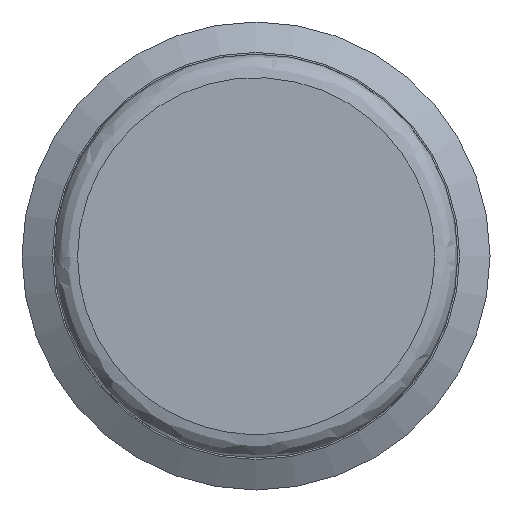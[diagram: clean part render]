
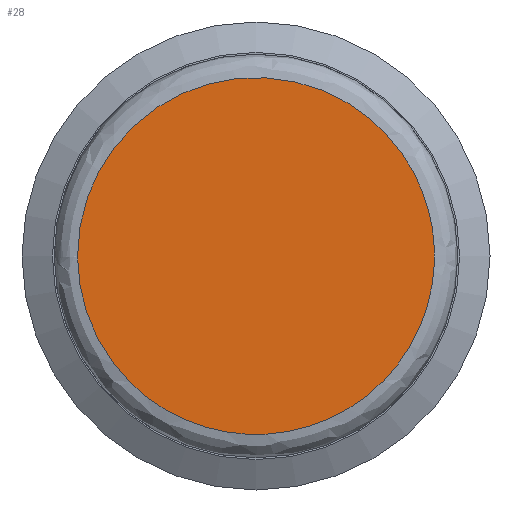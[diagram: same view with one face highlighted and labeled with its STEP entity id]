
A CAD part, front view. The second image highlights one B-rep face of the part: STEP entity #28.
In plain terms, the highlighted planar face has unit normal (0, -1, 0).
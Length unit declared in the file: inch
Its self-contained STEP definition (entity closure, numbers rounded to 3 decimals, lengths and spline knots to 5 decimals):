
#3 = EDGE_LOOP ( 'NONE', ( #121, #277, #141, #221 ) ) ;
#4 = CARTESIAN_POINT ( 'NONE',  ( -0.05049, -1.77165, -0.10899 ) ) ;
#7 = LINE ( 'NONE', #157, #17 ) ;
#8 = CARTESIAN_POINT ( 'NONE',  ( -0.07871, -1.77165, -0.09106 ) ) ;
#9 = CARTESIAN_POINT ( 'NONE',  ( 0.1101, -1.77165, -0.04795 ) ) ;
#11 = CARTESIAN_POINT ( 'NONE',  ( -0.01492, -1.77165, -0.12012 ) ) ;
#17 = VECTOR ( 'NONE', #219, 39.37008 ) ;
#20 = CARTESIAN_POINT ( 'NONE',  ( -0.12008, -1.77165, -0.00062 ) ) ;
#28 = ADVANCED_FACE ( 'NONE', ( #193 ), #252, .T. ) ;
#42 = CARTESIAN_POINT ( 'NONE',  ( -0.05693, -1.77165, -0.10588 ) ) ;
#45 = CARTESIAN_POINT ( 'NONE',  ( -0.02967, -1.77165, -0.11735 ) ) ;
#63 = CARTESIAN_POINT ( 'NONE',  ( -0.12008, -1.77165, 0.23891 ) ) ;
#66 =( BOUNDED_CURVE ( )  B_SPLINE_CURVE ( 3, ( #357, #63, #323, #260 ),
 .UNSPECIFIED., .F., .F. ) 
 B_SPLINE_CURVE_WITH_KNOTS ( ( 4, 4 ),
 ( 0., 1. ),
 .UNSPECIFIED. ) 
 CURVE ( )  GEOMETRIC_REPRESENTATION_ITEM ( )  RATIONAL_B_SPLINE_CURVE ( ( 1., 0.335, 0.335, 1. ) ) 
 REPRESENTATION_ITEM ( '' )  );
#73 = CARTESIAN_POINT ( 'NONE',  ( -0.12004, -1.77165, -0.00824 ) ) ;
#74 = CARTESIAN_POINT ( 'NONE',  ( -0.12008, -1.77165, -0.00062 ) ) ;
#80 = CARTESIAN_POINT ( 'NONE',  ( 0.01915, -1.77165, -0.11898 ) ) ;
#81 = CARTESIAN_POINT ( 'NONE',  ( 0.09857, -1.77165, -0.06947 ) ) ;
#88 = DIRECTION ( 'NONE',  ( 0., -1., 0. ) ) ;
#92 = VERTEX_POINT ( 'NONE', #20 ) ;
#97 = CARTESIAN_POINT ( 'NONE',  ( -0.12008, -1.77165, 0. ) ) ;
#101 = CARTESIAN_POINT ( 'NONE',  ( 0.04347, -1.77165, -0.11194 ) ) ;
#121 = ORIENTED_EDGE ( 'NONE', *, *, #204, .T. ) ;
#125 = EDGE_CURVE ( 'NONE', #377, #250, #419, .T. ) ;
#132 = CARTESIAN_POINT ( 'NONE',  ( -0.09631, -1.77165, -0.07359 ) ) ;
#135 = CARTESIAN_POINT ( 'NONE',  ( 0.05979, -1.77165, -0.10544 ) ) ;
#138 = CARTESIAN_POINT ( 'NONE',  ( 0.04265, -1.77165, -0.11225 ) ) ;
#141 = ORIENTED_EDGE ( 'NONE', *, *, #125, .T. ) ;
#142 = B_SPLINE_CURVE_WITH_KNOTS ( 'NONE', 3,
 ( #74, #73, #393, #336, #335, #265, #298, #160, #364, #132, #8, #199, #42, #4, #361, #271, #305, #45, #11, #170, #80, #167, #371, #342, #138, #101, #135, #309, #173, #81, #340, #405, #9, #403, #203, #310, #205, #368 ),
 .UNSPECIFIED., .F., .F.,
 ( 4, 1, 1, 1, 2, 2, 2, 1, 1, 1, 2, 2, 2, 1, 1, 1, 2, 2, 2, 1, 1, 1, 2, 2, 4 ),
 ( 0., 0.0625, 0.09375, 0.10938, 0.11719, 0.125, 0.25, 0.3125, 0.34375, 0.35938, 0.36719, 0.375, 0.5, 0.5625, 0.59375, 0.60938, 0.61719, 0.625, 0.75, 0.8125, 0.84375, 0.85938, 0.86719, 0.875, 1. ),
 .UNSPECIFIED. ) ;
#151 = CARTESIAN_POINT ( 'NONE',  ( 0., -1.77165, 0. ) ) ;
#157 = CARTESIAN_POINT ( 'NONE',  ( -0.12008, -1.77165, 0. ) ) ;
#160 = CARTESIAN_POINT ( 'NONE',  ( -0.11183, -1.77165, -0.04376 ) ) ;
#164 = CARTESIAN_POINT ( 'NONE',  ( 0.12008, -1.77165, 0.00062 ) ) ;
#165 = EDGE_CURVE ( 'NONE', #358, #250, #66, .T. ) ;
#167 = CARTESIAN_POINT ( 'NONE',  ( 0.03191, -1.77165, -0.11588 ) ) ;
#170 = CARTESIAN_POINT ( 'NONE',  ( 0.00793, -1.77165, -0.12006 ) ) ;
#173 = CARTESIAN_POINT ( 'NONE',  ( 0.09086, -1.77165, -0.07895 ) ) ;
#187 = VECTOR ( 'NONE', #387, 39.37008 ) ;
#192 = AXIS2_PLACEMENT_3D ( 'NONE', #151, #88, #249 ) ;
#193 = FACE_OUTER_BOUND ( 'NONE', #3, .T. ) ;
#199 = CARTESIAN_POINT ( 'NONE',  ( -0.06922, -1.77165, -0.09875 ) ) ;
#203 = CARTESIAN_POINT ( 'NONE',  ( 0.11132, -1.77165, -0.04502 ) ) ;
#204 = EDGE_CURVE ( 'NONE', #358, #92, #7, .T. ) ;
#205 = CARTESIAN_POINT ( 'NONE',  ( 0.12008, -1.77165, -0.01525 ) ) ;
#219 = DIRECTION ( 'NONE',  ( 0.003, 0., -1. ) ) ;
#221 = ORIENTED_EDGE ( 'NONE', *, *, #165, .F. ) ;
#249 = DIRECTION ( 'NONE',  ( 0., 0., -1. ) ) ;
#250 = VERTEX_POINT ( 'NONE', #164 ) ;
#252 = PLANE ( 'NONE',  #192 ) ;
#260 = CARTESIAN_POINT ( 'NONE',  ( 0.12008, -1.77165, 0.00062 ) ) ;
#265 = CARTESIAN_POINT ( 'NONE',  ( -0.11281, -1.77165, -0.04117 ) ) ;
#271 = CARTESIAN_POINT ( 'NONE',  ( -0.04577, -1.77165, -0.11102 ) ) ;
#277 = ORIENTED_EDGE ( 'NONE', *, *, #369, .T. ) ;
#298 = CARTESIAN_POINT ( 'NONE',  ( -0.11214, -1.77165, -0.04294 ) ) ;
#305 = CARTESIAN_POINT ( 'NONE',  ( -0.04473, -1.77165, -0.11144 ) ) ;
#309 = CARTESIAN_POINT ( 'NONE',  ( 0.07334, -1.77165, -0.0965 ) ) ;
#310 = CARTESIAN_POINT ( 'NONE',  ( 0.11728, -1.77165, -0.02997 ) ) ;
#323 = CARTESIAN_POINT ( 'NONE',  ( 0.11884, -1.77165, 0.23954 ) ) ;
#335 = CARTESIAN_POINT ( 'NONE',  ( -0.11377, -1.77165, -0.03849 ) ) ;
#336 = CARTESIAN_POINT ( 'NONE',  ( -0.1158, -1.77165, -0.03221 ) ) ;
#340 = CARTESIAN_POINT ( 'NONE',  ( 0.10573, -1.77165, -0.05721 ) ) ;
#342 = CARTESIAN_POINT ( 'NONE',  ( 0.04087, -1.77165, -0.11291 ) ) ;
#357 = CARTESIAN_POINT ( 'NONE',  ( -0.12008, -1.77165, 0. ) ) ;
#358 = VERTEX_POINT ( 'NONE', #97 ) ;
#361 = CARTESIAN_POINT ( 'NONE',  ( -0.04766, -1.77165, -0.11022 ) ) ;
#364 = CARTESIAN_POINT ( 'NONE',  ( -0.10529, -1.77165, -0.06006 ) ) ;
#368 = CARTESIAN_POINT ( 'NONE',  ( 0.12008, -1.77165, 0. ) ) ;
#369 = EDGE_CURVE ( 'NONE', #92, #377, #142, .T. ) ;
#371 = CARTESIAN_POINT ( 'NONE',  ( 0.0382, -1.77165, -0.11387 ) ) ;
#374 = CARTESIAN_POINT ( 'NONE',  ( 0.12008, -1.77165, 0. ) ) ;
#377 = VERTEX_POINT ( 'NONE', #374 ) ;
#387 = DIRECTION ( 'NONE',  ( -0.003, 0., 1. ) ) ;
#393 = CARTESIAN_POINT ( 'NONE',  ( -0.11893, -1.77165, -0.01947 ) ) ;
#403 = CARTESIAN_POINT ( 'NONE',  ( 0.1109, -1.77165, -0.04605 ) ) ;
#405 = CARTESIAN_POINT ( 'NONE',  ( 0.10886, -1.77165, -0.05077 ) ) ;
#418 = CARTESIAN_POINT ( 'NONE',  ( 0.12008, -1.77165, 0. ) ) ;
#419 = LINE ( 'NONE', #418, #187 ) ;
